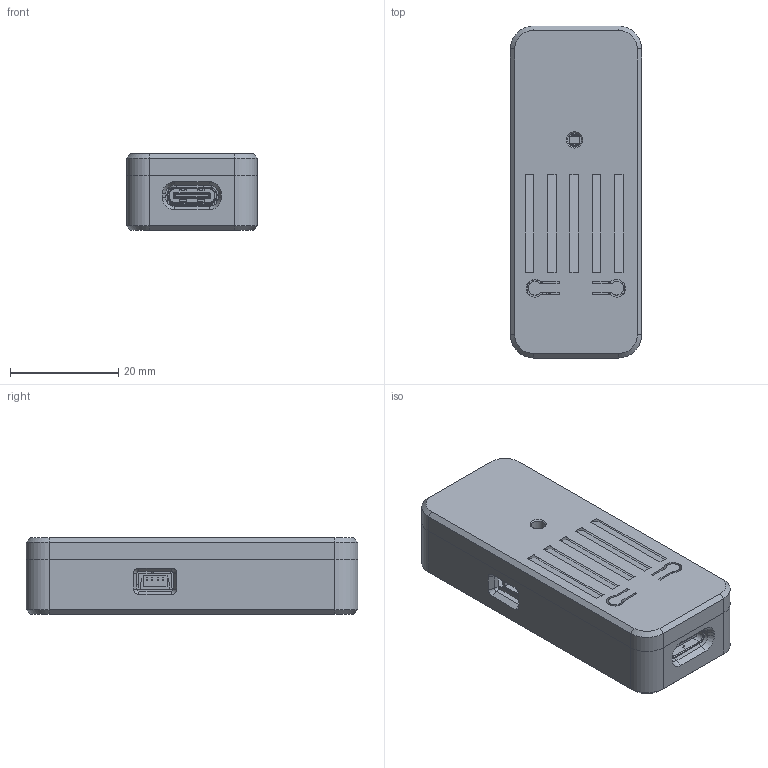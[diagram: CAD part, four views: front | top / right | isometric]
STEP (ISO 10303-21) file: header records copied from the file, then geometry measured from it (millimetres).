
FILE_DESCRIPTION(/* description */ (''),/* implementation_level */ '2;1');
FILE_NAME(/* name */ 'zigbee_air_quality_monitor_case_v69.step',/* time_stamp */ '2024-08-31T14:54:47+02:00',/* author */ (''),/* organization */ (''),/* preprocessor_version */ 'ST-DEVELOPER v20',/* originating_system */ 'Autodesk Translation Framework v13.14.0.145',/* authorisation */ '');
FILE_SCHEMA (('AUTOMOTIVE_DESIGN { 1 0 10303 214 3 1 1 }'));
Products named in the file (50): zigbee_air_quality_monitor_case; zigbee_air_quality_monitor; R_0603_1608Metric (1); R_0603_1608Metric (1)_1; R_0603_1608Metric (1)_2; C_0603_1608Metric (1); SM04B-SRSS-TB; zigbee_air_quality_monitor 1.5.1; SCD41-D-R2; 149693-00_SCD4x_Datasheet; SOT-23-6; SOT_23_6; L_0603_1608Metric (1); L_0603_1608Metric; SKRKAEE020 (1); SOT-23; SOT_23; Fuse_0603_1608Metric (1); Fuse_0603_1608Metric; C_0603_1608Metric (1)_1; TYPE-C-31-M-12--3DModel-STEP-56544; TYPE-C-31-M-12; C_0603_1608Metric (1)_2; LED_0603_1608Metric (1); C_0603_1608Metric (1)_3; LED_0603_1608Metric (1)_1; LED_0603_1608Metric; C_0603_1608Metric (1)_4; R_0603_1608Metric (1)_3; R_0603_1608Metric; VSSOP-8_2.3x2mm_P0.5mm; VSSOP_8_23x2mm_P05mm; C_0603_1608Metric (1)_5; PinHeader_2x02_P1.27mm_Vertical; PinHeader_2x02_P127mm_Vertical; C_0603_1608Metric (1)_6; SKRKAEE020 (1)_1; SKRKAEE020; C_0603_1608Metric (1)_7; C_0603_1608Metric (1)_8 ...
Assembly tree (64 placements, depth 4):
  zigbee_air_quality_monitor_case
    zigbee_air_quality_monitor
      R_0603_1608Metric (1)
        R_0603_1608Metric
      R_0603_1608Metric (1)_1
        R_0603_1608Metric
      R_0603_1608Metric (1)_2
        R_0603_1608Metric
      C_0603_1608Metric (1)
        C_0603_1608Metric
      SM04B-SRSS-TB
        zigbee_air_quality_monitor 1.5.1
      SCD41-D-R2
        149693-00_SCD4x_Datasheet
      SOT-23-6
        SOT_23_6
      L_0603_1608Metric (1)
        L_0603_1608Metric
      SKRKAEE020 (1)
        SKRKAEE020
      SOT-23
        SOT_23
      Fuse_0603_1608Metric (1)
        Fuse_0603_1608Metric
      C_0603_1608Metric (1)_1
        C_0603_1608Metric
      TYPE-C-31-M-12--3DModel-STEP-56544
        TYPE-C-31-M-12
      C_0603_1608Metric (1)_2
        C_0603_1608Metric
      LED_0603_1608Metric (1)
        LED_0603_1608Metric
      C_0603_1608Metric (1)_3
        C_0603_1608Metric
      LED_0603_1608Metric (1)_1
        LED_0603_1608Metric
      C_0603_1608Metric (1)_4
        C_0603_1608Metric
      R_0603_1608Metric (1)_3
        R_0603_1608Metric
      VSSOP-8_2.3x2mm_P0.5mm
        VSSOP_8_23x2mm_P05mm
      C_0603_1608Metric (1)_5
        C_0603_1608Metric
      PinHeader_2x02_P1.27mm_Vertical
        PinHeader_2x02_P127mm_Vertical
      C_0603_1608Metric (1)_6
        C_0603_1608Metric
      SKRKAEE020 (1)_1
        SKRKAEE020
      C_0603_1608Metric (1)_7
        C_0603_1608Metric
      C_0603_1608Metric (1)_8
        C_0603_1608Metric
      WS2812B-2020 (1)
        WS2812B-2020
      C_0603_1608Metric (1)_9
        C_0603_1608Metric
      BT840 (1)
        BT840
Bounding box: 24.25 x 61.4 x 14.13 mm (x, y, z)
Volume: 11197.2 mm3; surface area: 15840.3 mm2
Topology: 149 solids, 149 shells, 3485 faces, 8549 edges, 5451 vertices
Faces by surface type: plane 2542, cylinder 822, sphere 36, cone 35, bspline 32, torus 18
Full cylindrical faces by diameter (mm): 0.2 x1, 0.25 x1, 0.5 x2, 0.6 x88, 0.65 x6, 1.8 x2, 1.9 x2, 2.5 x2, 2.6 x1
Entity records: 85215 total; most frequent: CARTESIAN_POINT 15935, ORIENTED_EDGE 13720, DIRECTION 13702, EDGE_CURVE 6860, LINE 5686, VECTOR 5686, VERTEX_POINT 4397, AXIS2_PLACEMENT_3D 4008
